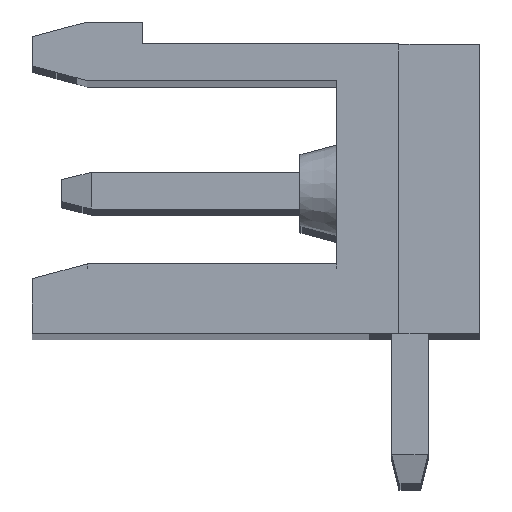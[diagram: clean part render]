
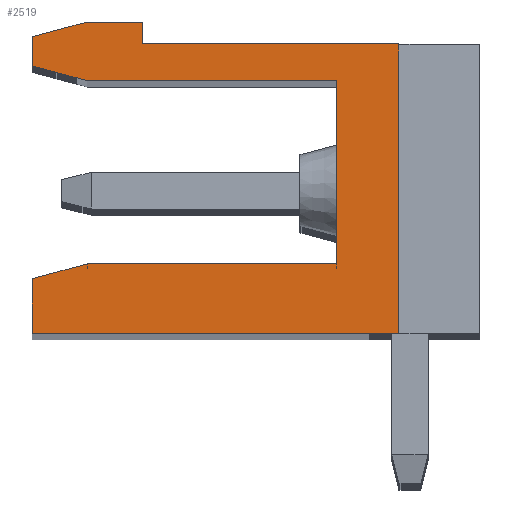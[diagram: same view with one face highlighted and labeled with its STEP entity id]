
A CAD part, top view. The second image highlights one B-rep face of the part: STEP entity #2519.
In plain terms, the highlighted planar face has unit normal (0, 0, 1).
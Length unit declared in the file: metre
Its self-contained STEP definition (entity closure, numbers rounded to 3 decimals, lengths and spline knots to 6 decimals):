
#2519=ADVANCED_FACE('',(#5390),#5391,.F.);
#5390=FACE_OUTER_BOUND('',#8618,.T.);
#5391=PLANE('',#8619);
#8618=EDGE_LOOP('',(#15896,#15897,#15898,#15899,#15900,#15901,#15902,#15903,#15904,#15905,#15906,#15907,#15908));
#8619=AXIS2_PLACEMENT_3D('',#15909,#15910,#15911);
#15896=ORIENTED_EDGE('',*,*,#21661,.T.);
#15897=ORIENTED_EDGE('',*,*,#21663,.T.);
#15898=ORIENTED_EDGE('',*,*,#21664,.T.);
#15899=ORIENTED_EDGE('',*,*,#21665,.T.);
#15900=ORIENTED_EDGE('',*,*,#21666,.T.);
#15901=ORIENTED_EDGE('',*,*,#21667,.T.);
#15902=ORIENTED_EDGE('',*,*,#21668,.T.);
#15903=ORIENTED_EDGE('',*,*,#21669,.F.);
#15904=ORIENTED_EDGE('',*,*,#21670,.F.);
#15905=ORIENTED_EDGE('',*,*,#21671,.F.);
#15906=ORIENTED_EDGE('',*,*,#21672,.F.);
#15907=ORIENTED_EDGE('',*,*,#21673,.F.);
#15908=ORIENTED_EDGE('',*,*,#21674,.T.);
#15909=CARTESIAN_POINT('',(-0.0037,0.0069,1.34324));
#15910=DIRECTION('',(0.0,0.0,-1.0));
#15911=DIRECTION('',(0.0,-1.0,0.0));
#21661=EDGE_CURVE('',#26543,#26618,#26620,.T.);
#21663=EDGE_CURVE('',#26618,#26622,#26623,.T.);
#21664=EDGE_CURVE('',#26622,#26624,#26625,.T.);
#21665=EDGE_CURVE('',#26624,#26626,#26627,.T.);
#21666=EDGE_CURVE('',#26626,#26628,#26629,.T.);
#21667=EDGE_CURVE('',#26628,#26630,#26631,.T.);
#21668=EDGE_CURVE('',#26630,#26632,#26633,.T.);
#21669=EDGE_CURVE('',#26634,#26632,#26635,.T.);
#21670=EDGE_CURVE('',#26636,#26634,#26637,.T.);
#21671=EDGE_CURVE('',#26638,#26636,#26639,.T.);
#21672=EDGE_CURVE('',#26640,#26638,#26641,.T.);
#21673=EDGE_CURVE('',#26642,#26640,#26643,.T.);
#21674=EDGE_CURVE('',#26642,#26543,#26644,.T.);
#26543=VERTEX_POINT('',#33739);
#26618=VERTEX_POINT('',#33856);
#26620=LINE('',#33859,#33860);
#26622=VERTEX_POINT('',#33862);
#26623=LINE('',#33863,#33864);
#26624=VERTEX_POINT('',#33865);
#26625=LINE('',#33866,#33867);
#26626=VERTEX_POINT('',#33868);
#26627=LINE('',#33869,#33870);
#26628=VERTEX_POINT('',#33871);
#26629=LINE('',#33872,#33873);
#26630=VERTEX_POINT('',#33874);
#26631=LINE('',#33875,#33876);
#26632=VERTEX_POINT('',#33877);
#26633=LINE('',#33878,#33879);
#26634=VERTEX_POINT('',#33880);
#26635=LINE('',#33881,#33882);
#26636=VERTEX_POINT('',#33883);
#26637=LINE('',#33884,#33885);
#26638=VERTEX_POINT('',#33886);
#26639=LINE('',#33887,#33888);
#26640=VERTEX_POINT('',#33889);
#26641=LINE('',#33890,#33891);
#26642=VERTEX_POINT('',#33892);
#26643=LINE('',#33893,#33894);
#26644=LINE('',#33895,#33896);
#33739=CARTESIAN_POINT('',(-0.012,0.,1.34324));
#33856=CARTESIAN_POINT('',(-0.002,0.,1.34324));
#33859=CARTESIAN_POINT('',(-0.012,0.,1.34324));
#33860=VECTOR('',#37705,1.0);
#33862=CARTESIAN_POINT('',(-0.002,0.0079,1.34324));
#33863=CARTESIAN_POINT('',(-0.002,0.0079,1.34324));
#33864=VECTOR('',#37706,1.0);
#33865=CARTESIAN_POINT('',(-0.009,0.0079,1.34324));
#33866=CARTESIAN_POINT('',(-0.0022,0.0079,1.34324));
#33867=VECTOR('',#37707,1.0);
#33868=CARTESIAN_POINT('',(-0.009,0.0085,1.34324));
#33869=CARTESIAN_POINT('',(-0.009,0.0081,1.34324));
#33870=VECTOR('',#37708,1.0);
#33871=CARTESIAN_POINT('',(-0.010507,0.0085,1.34324));
#33872=CARTESIAN_POINT('',(-0.009,0.0085,1.34324));
#33873=VECTOR('',#37709,1.0);
#33874=CARTESIAN_POINT('',(-0.012,0.0081,1.34324));
#33875=CARTESIAN_POINT('',(-0.010507,0.0085,1.34324));
#33876=VECTOR('',#37710,1.0);
#33877=CARTESIAN_POINT('',(-0.012,0.0073,1.34324));
#33878=CARTESIAN_POINT('',(-0.012,0.0082,1.34324));
#33879=VECTOR('',#37711,1.0);
#33880=CARTESIAN_POINT('',(-0.010507,0.0069,1.34324));
#33881=CARTESIAN_POINT('',(-0.012,0.0073,1.34324));
#33882=VECTOR('',#37712,1.0);
#33883=CARTESIAN_POINT('',(-0.0037,0.0069,1.34324));
#33884=CARTESIAN_POINT('',(-0.010507,0.0069,1.34324));
#33885=VECTOR('',#37713,1.0);
#33886=CARTESIAN_POINT('',(-0.0037,0.0019,1.34324));
#33887=CARTESIAN_POINT('',(-0.0037,0.0069,1.34324));
#33888=VECTOR('',#37714,1.0);
#33889=CARTESIAN_POINT('',(-0.0105,0.0019,1.34324));
#33890=CARTESIAN_POINT('',(-0.0037,0.0019,1.34324));
#33891=VECTOR('',#37715,1.0);
#33892=CARTESIAN_POINT('',(-0.012,0.001498,1.34324));
#33893=CARTESIAN_POINT('',(-0.0105,0.0019,1.34324));
#33894=VECTOR('',#37716,1.0);
#33895=CARTESIAN_POINT('',(-0.012,0.0082,1.34324));
#33896=VECTOR('',#37717,1.0);
#37705=DIRECTION('',(1.0,0.0,0.0));
#37706=DIRECTION('',(0.0,1.0,0.0));
#37707=DIRECTION('',(-1.0,0.0,0.0));
#37708=DIRECTION('',(0.,1.0,0.0));
#37709=DIRECTION('',(-1.0,0.0,0.0));
#37710=DIRECTION('',(-0.966,-0.259,0.0));
#37711=DIRECTION('',(0.0,-1.0,0.0));
#37712=DIRECTION('',(-0.966,0.259,0.0));
#37713=DIRECTION('',(-1.0,0.0,0.0));
#37714=DIRECTION('',(0.,1.0,0.0));
#37715=DIRECTION('',(1.0,0.0,0.0));
#37716=DIRECTION('',(0.966,0.259,0.0));
#37717=DIRECTION('',(0.0,-1.0,0.0));
